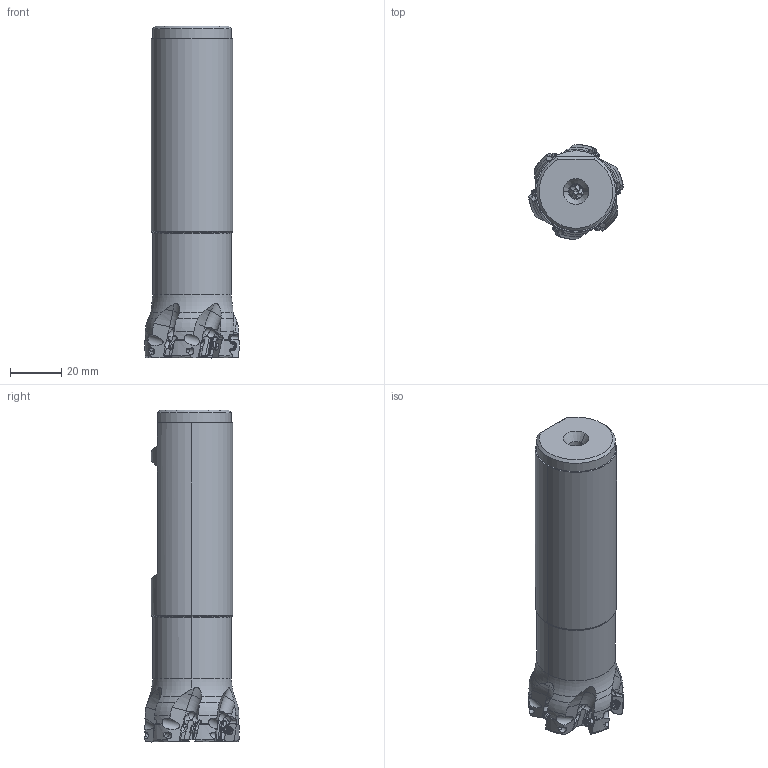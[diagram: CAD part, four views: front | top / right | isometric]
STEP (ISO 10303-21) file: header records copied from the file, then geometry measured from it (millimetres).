
FILE_DESCRIPTION(/* description */ (''),/* implementation_level */ '2;1');
FILE_NAME(/* name */ 'APX3000UR246FA20SA.stp',/* time_stamp */ '2025-06-27T16:01:41+09:00',/* author */ (''),/* organization */ (''),/* preprocessor_version */ 'ST-DEVELOPER v18.101',/* originating_system */ 'SIEMENS PLM Software NX 2011',/* authorisation */ '');
FILE_SCHEMA (('AUTOMOTIVE_DESIGN { 1 0 10303 214 3 1 1 1 }'));
Length unit declared in the file: millimetre
Products named in the file (1): APX3000UR246FA20SA_ASM
Bounding box: 36.69 x 37.01 x 129.53 mm (x, y, z)
Volume: 95069.9 mm3; surface area: 18654.5 mm2
Topology: 7 solids, 7 shells, 581 faces, 1812 edges, 1223 vertices
Faces by surface type: cylinder 255, plane 147, cone 97, torus 46, sphere 30, bspline 6
Entity records: 23240 total; most frequent: CARTESIAN_POINT 7806, ORIENTED_EDGE 3568, DIRECTION 2820, EDGE_CURVE 1784, VERTEX_POINT 1214, AXIS2_PLACEMENT_3D 1169, B_SPLINE_CURVE_WITH_KNOTS 740, EDGE_LOOP 602
